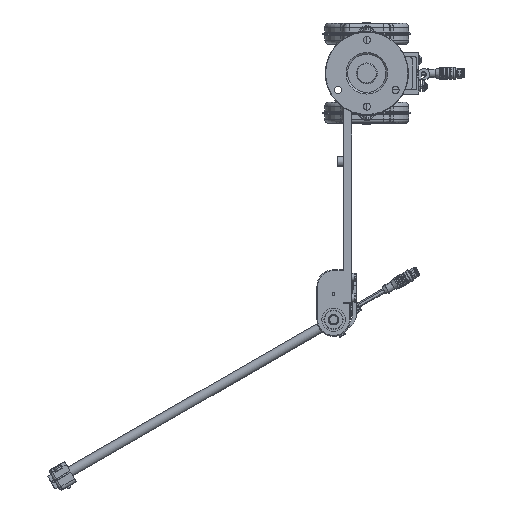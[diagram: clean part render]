
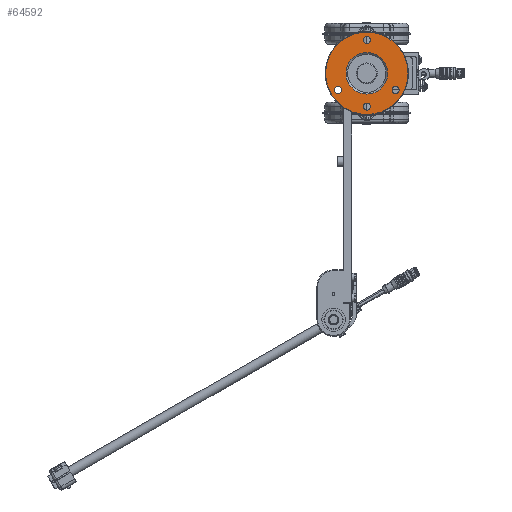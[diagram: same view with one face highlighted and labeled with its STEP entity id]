
A CAD part, front view. The second image highlights one B-rep face of the part: STEP entity #64592.
In plain terms, the highlighted planar face has unit normal (0, -1, 0).
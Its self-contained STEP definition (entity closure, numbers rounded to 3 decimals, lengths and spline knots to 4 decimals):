
#6072=CARTESIAN_POINT('',(0.,0.,0.));
#6073=DIRECTION('',(0.,1.,0.));
#6074=DIRECTION('',(1.,0.,0.));
#6075=AXIS2_PLACEMENT_3D('',#6072,#6073,#6074);
#6077=CARTESIAN_POINT('',(0.,0.,0.));
#6078=DIRECTION('',(0.,1.,0.));
#6079=DIRECTION('',(-1.,0.,0.));
#6080=AXIS2_PLACEMENT_3D('',#6077,#6078,#6079);
#6082=CARTESIAN_POINT('',(1.3638,0.,-0.7874));
#6083=DIRECTION('',(0.,1.,0.));
#6084=DIRECTION('',(0.,0.,1.));
#6085=AXIS2_PLACEMENT_3D('',#6082,#6083,#6084);
#6087=CARTESIAN_POINT('',(1.3638,0.,-0.7874));
#6088=DIRECTION('',(0.,1.,0.));
#6089=DIRECTION('',(0.,0.,-1.));
#6090=AXIS2_PLACEMENT_3D('',#6087,#6088,#6089);
#6092=CARTESIAN_POINT('',(-1.3638,0.,-0.7874));
#6093=DIRECTION('',(0.,1.,0.));
#6094=DIRECTION('',(0.,0.,1.));
#6095=AXIS2_PLACEMENT_3D('',#6092,#6093,#6094);
#6097=CARTESIAN_POINT('',(-1.3638,0.,-0.7874));
#6098=DIRECTION('',(0.,1.,0.));
#6099=DIRECTION('',(0.,0.,-1.));
#6100=AXIS2_PLACEMENT_3D('',#6097,#6098,#6099);
#6102=CARTESIAN_POINT('',(0.,0.,1.5748));
#6103=DIRECTION('',(0.,1.,0.));
#6104=DIRECTION('',(0.,0.,1.));
#6105=AXIS2_PLACEMENT_3D('',#6102,#6103,#6104);
#6107=CARTESIAN_POINT('',(0.,0.,1.5748));
#6108=DIRECTION('',(0.,1.,0.));
#6109=DIRECTION('',(0.,0.,-1.));
#6110=AXIS2_PLACEMENT_3D('',#6107,#6108,#6109);
#6112=CARTESIAN_POINT('',(0.,0.,-1.5748));
#6113=DIRECTION('',(0.,1.,0.));
#6114=DIRECTION('',(0.,0.,1.));
#6115=AXIS2_PLACEMENT_3D('',#6112,#6113,#6114);
#6117=CARTESIAN_POINT('',(0.,0.,-1.5748));
#6118=DIRECTION('',(0.,1.,0.));
#6119=DIRECTION('',(0.,0.,-1.));
#6120=AXIS2_PLACEMENT_3D('',#6117,#6118,#6119);
#6122=CARTESIAN_POINT('',(0.,0.,0.));
#6123=DIRECTION('',(0.,1.,0.));
#6124=DIRECTION('',(0.,0.,1.));
#6125=AXIS2_PLACEMENT_3D('',#6122,#6123,#6124);
#6127=CARTESIAN_POINT('',(0.,0.,0.));
#6128=DIRECTION('',(0.,1.,0.));
#6129=DIRECTION('',(0.,0.,-1.));
#6130=AXIS2_PLACEMENT_3D('',#6127,#6128,#6129);
#50042=CARTESIAN_POINT('',(1.3638,0.,-0.6201));
#50043=CARTESIAN_POINT('',(1.3638,0.,-0.9547));
#50044=VERTEX_POINT('',#50042);
#50045=VERTEX_POINT('',#50043);
#50046=CARTESIAN_POINT('',(-1.3638,0.,-0.6201));
#50047=CARTESIAN_POINT('',(-1.3638,0.,-0.9547));
#50048=VERTEX_POINT('',#50046);
#50049=VERTEX_POINT('',#50047);
#50050=CARTESIAN_POINT('',(0.,0.,1.7421));
#50051=CARTESIAN_POINT('',(0.,0.,1.4075));
#50052=VERTEX_POINT('',#50050);
#50053=VERTEX_POINT('',#50051);
#50070=CARTESIAN_POINT('',(0.,0.,0.9843));
#50071=CARTESIAN_POINT('',(0.,0.,-0.9843));
#50072=VERTEX_POINT('',#50070);
#50073=VERTEX_POINT('',#50071);
#50098=CARTESIAN_POINT('',(1.9488,0.,0.));
#50099=CARTESIAN_POINT('',(-1.9488,0.,0.));
#50100=VERTEX_POINT('',#50098);
#50101=VERTEX_POINT('',#50099);
#50112=CARTESIAN_POINT('',(0.,0.,-1.4075));
#50113=CARTESIAN_POINT('',(0.,0.,-1.7421));
#50114=VERTEX_POINT('',#50112);
#50115=VERTEX_POINT('',#50113);
#64553=CARTESIAN_POINT('',(0.,0.,0.));
#64554=DIRECTION('',(0.,-1.,0.));
#64555=DIRECTION('',(-1.,0.,0.));
#64556=AXIS2_PLACEMENT_3D('',#64553,#64554,#64555);
#64557=PLANE('',#64556);
#64558=ORIENTED_EDGE('',*,*,#64533,.T.);
#64559=ORIENTED_EDGE('',*,*,#64547,.T.);
#64560=EDGE_LOOP('',(#64558,#64559));
#64561=FACE_OUTER_BOUND('',#64560,.F.);
#64563=ORIENTED_EDGE('',*,*,#64562,.F.);
#64565=ORIENTED_EDGE('',*,*,#64564,.F.);
#64566=EDGE_LOOP('',(#64563,#64565));
#64567=FACE_BOUND('',#64566,.F.);
#64569=ORIENTED_EDGE('',*,*,#64568,.F.);
#64571=ORIENTED_EDGE('',*,*,#64570,.F.);
#64572=EDGE_LOOP('',(#64569,#64571));
#64573=FACE_BOUND('',#64572,.F.);
#64575=ORIENTED_EDGE('',*,*,#64574,.F.);
#64577=ORIENTED_EDGE('',*,*,#64576,.F.);
#64578=EDGE_LOOP('',(#64575,#64577));
#64579=FACE_BOUND('',#64578,.F.);
#64581=ORIENTED_EDGE('',*,*,#64580,.F.);
#64583=ORIENTED_EDGE('',*,*,#64582,.F.);
#64584=EDGE_LOOP('',(#64581,#64583));
#64585=FACE_BOUND('',#64584,.F.);
#64587=ORIENTED_EDGE('',*,*,#64586,.F.);
#64589=ORIENTED_EDGE('',*,*,#64588,.F.);
#64590=EDGE_LOOP('',(#64587,#64589));
#64591=FACE_BOUND('',#64590,.F.);
#64592=ADVANCED_FACE('',(#64561,#64567,#64573,#64579,#64585,#64591),#64557,.T.);
#6076=CIRCLE('',#6075,1.9488);
#6081=CIRCLE('',#6080,1.9488);
#6086=CIRCLE('',#6085,0.1673);
#6091=CIRCLE('',#6090,0.1673);
#6096=CIRCLE('',#6095,0.1673);
#6101=CIRCLE('',#6100,0.1673);
#6106=CIRCLE('',#6105,0.1673);
#6111=CIRCLE('',#6110,0.1673);
#6116=CIRCLE('',#6115,0.1673);
#6121=CIRCLE('',#6120,0.1673);
#6126=CIRCLE('',#6125,0.9843);
#6131=CIRCLE('',#6130,0.9843);
#64533=EDGE_CURVE('',#50100,#50101,#6076,.T.);
#64547=EDGE_CURVE('',#50101,#50100,#6081,.T.);
#64562=EDGE_CURVE('',#50044,#50045,#6086,.T.);
#64564=EDGE_CURVE('',#50045,#50044,#6091,.T.);
#64568=EDGE_CURVE('',#50048,#50049,#6096,.T.);
#64570=EDGE_CURVE('',#50049,#50048,#6101,.T.);
#64574=EDGE_CURVE('',#50052,#50053,#6106,.T.);
#64576=EDGE_CURVE('',#50053,#50052,#6111,.T.);
#64580=EDGE_CURVE('',#50114,#50115,#6116,.T.);
#64582=EDGE_CURVE('',#50115,#50114,#6121,.T.);
#64586=EDGE_CURVE('',#50072,#50073,#6126,.T.);
#64588=EDGE_CURVE('',#50073,#50072,#6131,.T.);
